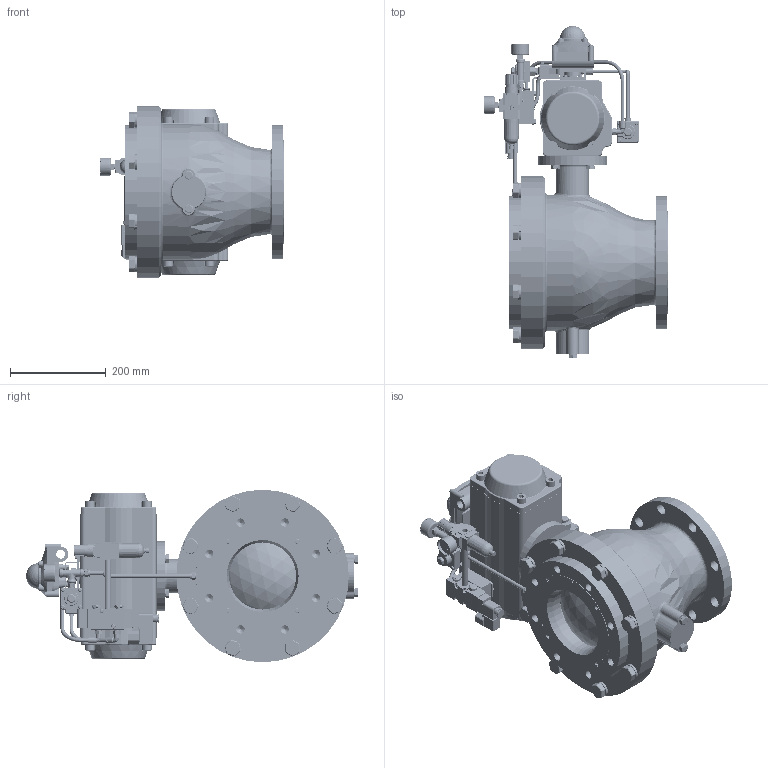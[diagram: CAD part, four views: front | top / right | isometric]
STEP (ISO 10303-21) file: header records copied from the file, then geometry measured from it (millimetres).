
FILE_DESCRIPTION((''),'2;1');
FILE_NAME('ASBV-1000-150A.stp','2014-03-31T14:05:08',('Administrator'),(''),'Autodesk Inventor 2009','Autodesk Inventor 2009','');
FILE_SCHEMA(('AUTOMOTIVE_DESIGN { 1 0 10303 214 1 1 1 1 }'));
Length unit declared in the file: millimetre
Products named in the file (59): 조립품140204-1; BODY 140204; FLANGE 140204; seat ring 140204; SEAT 140204; SEAT RING GUIDE 140204; guide bushing 140204-150; ball pad-140210; ball 수정 140210; p40-150a; p-49 오링; S-264; g-280 oring; 140321-150Atop shaft; top guide ring -140321-150; G50-150; SPRING PIN 12-60; m20 spring washer-150; m20-55-150; lanch m6-15-150; 140321-150abotttom shaft; bottom plate -140324; hp-125; apl-210-braket-150; apl-210-150; braket-150; 메카니컬 캠-150; 메커니컬밸브-150; 메카니컬 밸브 커버-150; m5-35-150; m5 spring washer-150; sol-block-150; solvalve-150; solvalvebody; sol-nut; oring; solcoil-1; ㅡ5-30-150; m5-20-150; m6 -15-150 ...
Assembly tree (123 placements, depth 3):
  조립품140204-1
    BODY 140204
    FLANGE 140204
    seat ring 140204
    SEAT 140204
    SEAT RING GUIDE 140204
    guide bushing 140204-150  x2
    ball pad-140210
    ball 수정 140210
    p40-150a  x4
    p-49 오링  x4
    S-264
    g-280 oring
    140321-150Atop shaft
    top guide ring -140321-150  x2
    G50-150
    SPRING PIN 12-60  x2
    m20 spring washer-150  x8
    m20-55-150  x8
    lanch m6-15-150  x4
    140321-150abotttom shaft
    bottom plate -140324
    hp-125
    apl-210-braket-150
    apl-210-150
    braket-150
    메카니컬 캠-150
    메커니컬밸브-150
    메카니컬 밸브 커버-150
    m5-35-150  x2
    m5 spring washer-150  x6
    sol-block-150
    solvalve-150
      solvalvebody
      sol-nut
      oring  x2
      solcoil-1
    ㅡ5-30-150  x2
    m5-20-150  x4
    m6 -15-150  x6
    m6 spring washer-150  x4
    PITTING L-8  x3
    단닛블-육각-150  x3
    AQ-2000-150  x2
    사이렌셔-150  x4
    스피드 컨트롤러
    8MM pittingipt-150  x3
    티이-150
    gage-150
    pipe-1505
    smc-aw-20-150
    m10-25L-150a  x6
    m10 spring washer  x6
    tube-140325-1
    tube l34.5 
    y fitting
    tube 14-32501
    tube 14-32503
    tube 14-32505
Bounding box: 384.85 x 692.83 x 360 mm (x, y, z)
Volume: 17403089.5 mm3; surface area: 2125674.2 mm2
Topology: 124 solids, 126 shells, 5274 faces, 12863 edges, 7900 vertices
Faces by surface type: plane 2657, cylinder 1159, bspline 806, torus 252, cone 201, sphere 199
Full cylindrical faces by diameter (mm): 2 x4, 2.5 x1, 3 x5, 4 x1, 4.134 x1, 4.5 x2, 5 x17, 5.5 x2, 6 x31, 6.5 x1, 7 x3, 7.5 x1, 8 x39, 9 x5, 9.1 x1, 9.5 x1, 10 x36, 10.1 x1, 10.566 x2, 11 x10, 11.5 x2, 11.922 x1, 12 x10, 12.5 x1, 12.649 x3, 12.877 x3, 13 x22, 13.5 x5, 13.829 x4, 14 x9
Entity records: 138387 total; most frequent: CARTESIAN_POINT 47534, ORIENTED_EDGE 17790, DIRECTION 17528, EDGE_CURVE 8895, AXIS2_PLACEMENT_3D 6090, VERTEX_POINT 6010, VECTOR 5348, LINE 5348
